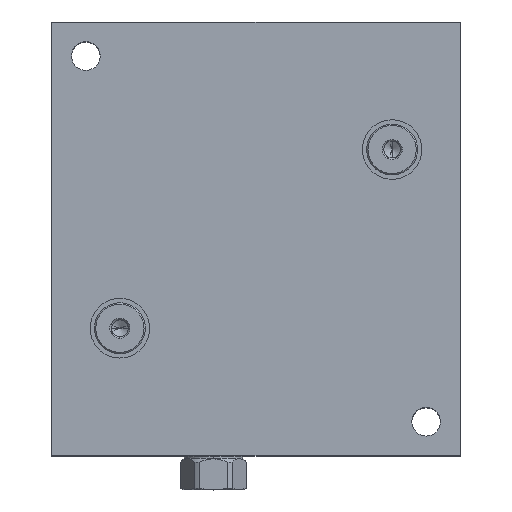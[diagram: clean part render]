
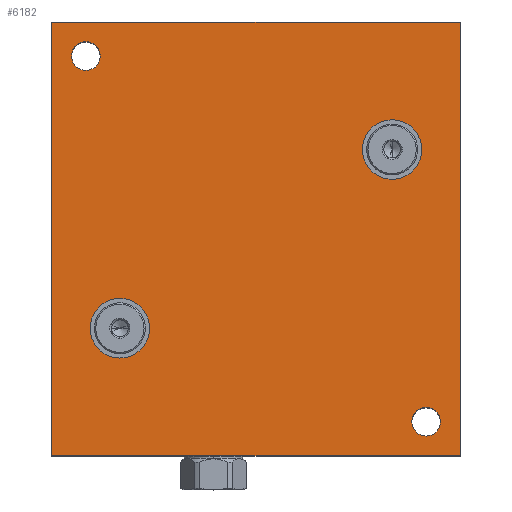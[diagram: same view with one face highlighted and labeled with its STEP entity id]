
A CAD part, top view. The second image highlights one B-rep face of the part: STEP entity #6182.
In plain terms, the highlighted planar face has unit normal (0, 0, 1).
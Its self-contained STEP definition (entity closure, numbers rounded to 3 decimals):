
#1237 = VERTEX_POINT ( 'NONE', #14217 ) ;
#1500 = ORIENTED_EDGE ( 'NONE', *, *, #4110, .F. ) ;
#1532 = CIRCLE ( 'NONE', #11498, 11.115 ) ;
#1705 = EDGE_CURVE ( 'NONE', #18742, #9455, #11878, .T. ) ;
#1819 = DIRECTION ( 'NONE',  ( 0., 0., 1. ) ) ;
#1823 = FACE_BOUND ( 'NONE', #18748, .T. ) ;
#2239 = ORIENTED_EDGE ( 'NONE', *, *, #7671, .T. ) ;
#2243 = EDGE_CURVE ( 'NONE', #19586, #4434, #13290, .T. ) ;
#2335 = VERTEX_POINT ( 'NONE', #3520 ) ;
#2478 = CARTESIAN_POINT ( 'NONE',  ( 138.115, 114.3, 0. ) ) ;
#2755 = CARTESIAN_POINT ( 'NONE',  ( 115.885, 114.3, 0. ) ) ;
#3106 = EDGE_CURVE ( 'NONE', #7492, #11385, #18797, .T. ) ;
#3182 = AXIS2_PLACEMENT_3D ( 'NONE', #15763, #18842, #12732 ) ;
#3306 = DIRECTION ( 'NONE',  ( 1., 0., 0. ) ) ;
#3520 = CARTESIAN_POINT ( 'NONE',  ( 152.4, 0., 0. ) ) ;
#3681 = ORIENTED_EDGE ( 'NONE', *, *, #3106, .F. ) ;
#3954 = FACE_BOUND ( 'NONE', #14306, .T. ) ;
#4110 = EDGE_CURVE ( 'NONE', #19236, #18347, #19000, .T. ) ;
#4434 = VERTEX_POINT ( 'NONE', #9364 ) ;
#4502 = PLANE ( 'NONE',  #19315 ) ;
#4924 = ORIENTED_EDGE ( 'NONE', *, *, #19866, .T. ) ;
#4961 = VECTOR ( 'NONE', #6760, 1000. ) ;
#5154 = CARTESIAN_POINT ( 'NONE',  ( 0., 0., 0. ) ) ;
#5257 = AXIS2_PLACEMENT_3D ( 'NONE', #8038, #15581, #3306 ) ;
#5514 = ORIENTED_EDGE ( 'NONE', *, *, #2243, .F. ) ;
#6182 = ADVANCED_FACE ( 'NONE', ( #16724, #3954, #10722, #1823, #18388 ), #4502, .F. ) ;
#6283 = ORIENTED_EDGE ( 'NONE', *, *, #19045, .F. ) ;
#6347 = CARTESIAN_POINT ( 'NONE',  ( 0., 0., 0. ) ) ;
#6378 = CARTESIAN_POINT ( 'NONE',  ( 14.285, 47.6, 0. ) ) ;
#6712 = AXIS2_PLACEMENT_3D ( 'NONE', #11815, #19450, #16447 ) ;
#6760 = DIRECTION ( 'NONE',  ( 1., 0., 0. ) ) ;
#7492 = VERTEX_POINT ( 'NONE', #6378 ) ;
#7602 = ORIENTED_EDGE ( 'NONE', *, *, #7929, .T. ) ;
#7671 = EDGE_CURVE ( 'NONE', #8189, #17814, #8067, .T. ) ;
#7710 = CIRCLE ( 'NONE', #10704, 5.35 ) ;
#7758 = CARTESIAN_POINT ( 'NONE',  ( 0., 0., 0. ) ) ;
#7866 = CARTESIAN_POINT ( 'NONE',  ( 36.515, 47.6, 0. ) ) ;
#7929 = EDGE_CURVE ( 'NONE', #17814, #1237, #8760, .T. ) ;
#8038 = CARTESIAN_POINT ( 'NONE',  ( 139.7, 12.7, 0. ) ) ;
#8062 = EDGE_CURVE ( 'NONE', #11385, #7492, #1532, .T. ) ;
#8067 = LINE ( 'NONE', #19091, #19294 ) ;
#8165 = DIRECTION ( 'NONE',  ( 0., 0., 1. ) ) ;
#8166 = DIRECTION ( 'NONE',  ( 0., 0., 1. ) ) ;
#8189 = VERTEX_POINT ( 'NONE', #16947 ) ;
#8373 = DIRECTION ( 'NONE',  ( 0., 0., 1. ) ) ;
#8487 = EDGE_LOOP ( 'NONE', ( #12728, #18176 ) ) ;
#8650 = CARTESIAN_POINT ( 'NONE',  ( 7.35, 149.2, 0. ) ) ;
#8760 = LINE ( 'NONE', #6347, #19044 ) ;
#9115 = EDGE_LOOP ( 'NONE', ( #7602, #4924, #11632, #2239 ) ) ;
#9364 = CARTESIAN_POINT ( 'NONE',  ( 134.35, 12.7, 0. ) ) ;
#9455 = VERTEX_POINT ( 'NONE', #8650 ) ;
#9465 = EDGE_CURVE ( 'NONE', #18347, #19236, #19755, .T. ) ;
#9772 = CARTESIAN_POINT ( 'NONE',  ( 25.4, 47.6, 0. ) ) ;
#10704 = AXIS2_PLACEMENT_3D ( 'NONE', #18876, #8166, #17467 ) ;
#10722 = FACE_BOUND ( 'NONE', #17131, .T. ) ;
#10878 = CARTESIAN_POINT ( 'NONE',  ( 18.05, 149.2, 0. ) ) ;
#10969 = DIRECTION ( 'NONE',  ( 1., 0., 0. ) ) ;
#11024 = CARTESIAN_POINT ( 'NONE',  ( 25.4, 47.6, 0. ) ) ;
#11157 = LINE ( 'NONE', #17934, #17622 ) ;
#11234 = DIRECTION ( 'NONE',  ( 1., 0., 0. ) ) ;
#11385 = VERTEX_POINT ( 'NONE', #7866 ) ;
#11425 = AXIS2_PLACEMENT_3D ( 'NONE', #19495, #18014, #13453 ) ;
#11498 = AXIS2_PLACEMENT_3D ( 'NONE', #9772, #8165, #11234 ) ;
#11632 = ORIENTED_EDGE ( 'NONE', *, *, #13563, .T. ) ;
#11815 = CARTESIAN_POINT ( 'NONE',  ( 127., 114.3, 0. ) ) ;
#11878 = CIRCLE ( 'NONE', #17615, 5.35 ) ;
#12223 = CARTESIAN_POINT ( 'NONE',  ( 145.05, 12.7, 0. ) ) ;
#12312 = CARTESIAN_POINT ( 'NONE',  ( 0., 161.9, 0. ) ) ;
#12728 = ORIENTED_EDGE ( 'NONE', *, *, #1705, .F. ) ;
#12732 = DIRECTION ( 'NONE',  ( 1., 0., 0. ) ) ;
#13290 = CIRCLE ( 'NONE', #5257, 5.35 ) ;
#13433 = DIRECTION ( 'NONE',  ( 0., 1., 0. ) ) ;
#13453 = DIRECTION ( 'NONE',  ( 1., 0., 0. ) ) ;
#13563 = EDGE_CURVE ( 'NONE', #2335, #8189, #11157, .T. ) ;
#13740 = ORIENTED_EDGE ( 'NONE', *, *, #8062, .F. ) ;
#14149 = CIRCLE ( 'NONE', #3182, 5.35 ) ;
#14217 = CARTESIAN_POINT ( 'NONE',  ( 0., 0., 0. ) ) ;
#14306 = EDGE_LOOP ( 'NONE', ( #5514, #6283 ) ) ;
#14570 = DIRECTION ( 'NONE',  ( -1., 0., 0. ) ) ;
#15511 = LINE ( 'NONE', #5154, #4961 ) ;
#15581 = DIRECTION ( 'NONE',  ( 0., 0., 1. ) ) ;
#15726 = DIRECTION ( 'NONE',  ( 0., -1., 0. ) ) ;
#15763 = CARTESIAN_POINT ( 'NONE',  ( 12.7, 149.2, 0. ) ) ;
#16447 = DIRECTION ( 'NONE',  ( 1., 0., 0. ) ) ;
#16724 = FACE_BOUND ( 'NONE', #8487, .T. ) ;
#16947 = CARTESIAN_POINT ( 'NONE',  ( 152.4, 161.9, 0. ) ) ;
#17131 = EDGE_LOOP ( 'NONE', ( #13740, #3681 ) ) ;
#17134 = AXIS2_PLACEMENT_3D ( 'NONE', #11024, #1819, #10969 ) ;
#17467 = DIRECTION ( 'NONE',  ( 1., 0., 0. ) ) ;
#17535 = CARTESIAN_POINT ( 'NONE',  ( 12.7, 149.2, 0. ) ) ;
#17615 = AXIS2_PLACEMENT_3D ( 'NONE', #17535, #8373, #19079 ) ;
#17622 = VECTOR ( 'NONE', #13433, 1000. ) ;
#17814 = VERTEX_POINT ( 'NONE', #12312 ) ;
#17934 = CARTESIAN_POINT ( 'NONE',  ( 152.4, 0., 0. ) ) ;
#18014 = DIRECTION ( 'NONE',  ( 0., 0., 1. ) ) ;
#18176 = ORIENTED_EDGE ( 'NONE', *, *, #18833, .F. ) ;
#18347 = VERTEX_POINT ( 'NONE', #2755 ) ;
#18388 = FACE_OUTER_BOUND ( 'NONE', #9115, .T. ) ;
#18413 = ORIENTED_EDGE ( 'NONE', *, *, #9465, .F. ) ;
#18607 = DIRECTION ( 'NONE',  ( 0., 0., -1. ) ) ;
#18667 = DIRECTION ( 'NONE',  ( -1., 0., 0. ) ) ;
#18742 = VERTEX_POINT ( 'NONE', #10878 ) ;
#18748 = EDGE_LOOP ( 'NONE', ( #1500, #18413 ) ) ;
#18797 = CIRCLE ( 'NONE', #17134, 11.115 ) ;
#18833 = EDGE_CURVE ( 'NONE', #9455, #18742, #14149, .T. ) ;
#18842 = DIRECTION ( 'NONE',  ( 0., 0., 1. ) ) ;
#18876 = CARTESIAN_POINT ( 'NONE',  ( 139.7, 12.7, 0. ) ) ;
#19000 = CIRCLE ( 'NONE', #6712, 11.115 ) ;
#19044 = VECTOR ( 'NONE', #15726, 1000. ) ;
#19045 = EDGE_CURVE ( 'NONE', #4434, #19586, #7710, .T. ) ;
#19079 = DIRECTION ( 'NONE',  ( 1., 0., 0. ) ) ;
#19091 = CARTESIAN_POINT ( 'NONE',  ( 0., 161.9, 0. ) ) ;
#19236 = VERTEX_POINT ( 'NONE', #2478 ) ;
#19294 = VECTOR ( 'NONE', #14570, 1000. ) ;
#19315 = AXIS2_PLACEMENT_3D ( 'NONE', #7758, #18607, #18667 ) ;
#19450 = DIRECTION ( 'NONE',  ( 0., 0., 1. ) ) ;
#19495 = CARTESIAN_POINT ( 'NONE',  ( 127., 114.3, 0. ) ) ;
#19586 = VERTEX_POINT ( 'NONE', #12223 ) ;
#19755 = CIRCLE ( 'NONE', #11425, 11.115 ) ;
#19866 = EDGE_CURVE ( 'NONE', #1237, #2335, #15511, .T. ) ;
